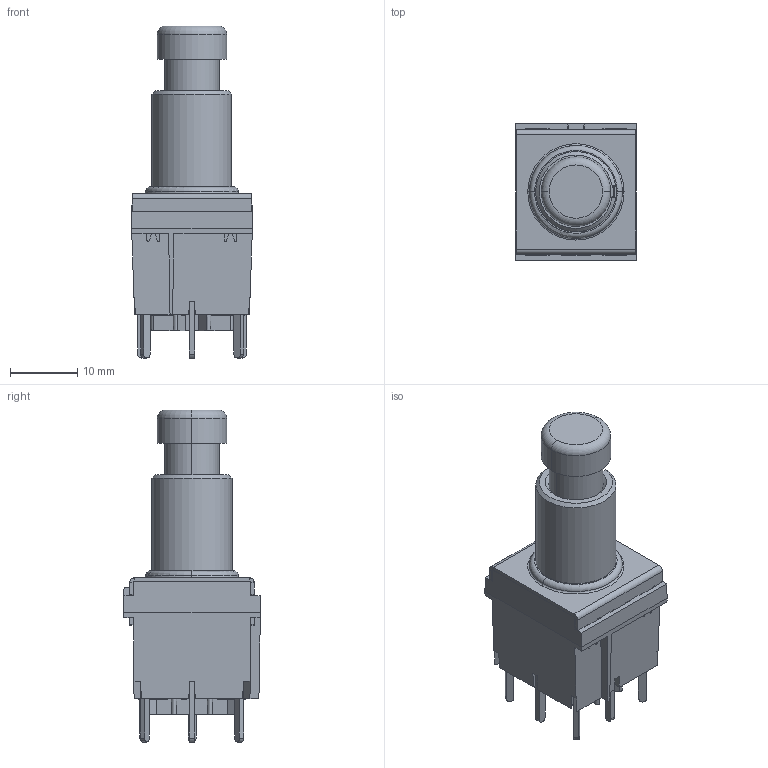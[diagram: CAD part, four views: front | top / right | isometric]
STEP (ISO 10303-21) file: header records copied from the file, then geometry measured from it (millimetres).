
FILE_DESCRIPTION(('FreeCAD Model'),'2;1');
FILE_NAME('Compound.step', '2018-03-04T01:02:48',('kicad StepUp'),('ksu MCAD'), 'Open CASCADE STEP processor 6.8','FreeCAD','Unknown');
FILE_SCHEMA(('AUTOMOTIVE_DESIGN_CC2 { 1 2 10303 214 -1 1 5 4 }'));
Length unit declared in the file: millimetre
Products named in the file (1): Compound
Bounding box: 17.94 x 20.31 x 49.28 mm (x, y, z)
Volume: 4720.4 mm3; surface area: 7553.5 mm2
Topology: 1 solids, 2 shells, 973 faces, 2868 edges, 1859 vertices
Faces by surface type: plane 820, cylinder 112, cone 23, torus 12, sphere 6
Entity records: 38832 total; most frequent: CARTESIAN_POINT 5813, ORIENTED_EDGE 5728, DIRECTION 5094, EDGE_CURVE 2864, LINE 2542, VECTOR 2542, VERTEX_POINT 1859, AXIS2_PLACEMENT_3D 1276
